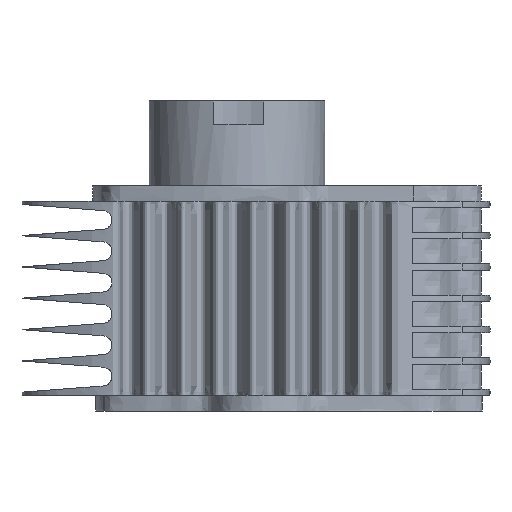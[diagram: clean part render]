
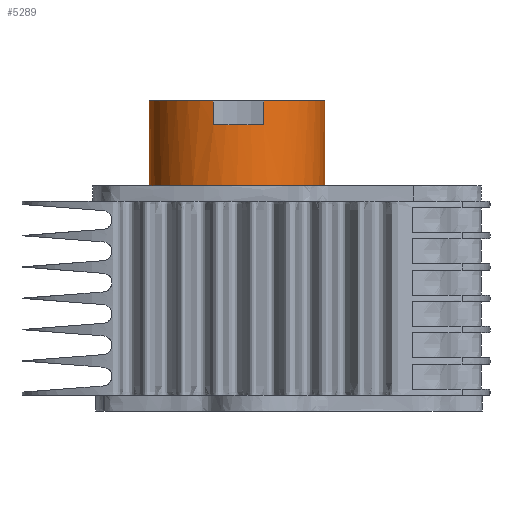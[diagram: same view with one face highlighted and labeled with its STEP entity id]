
A CAD part, front view. The second image highlights one B-rep face of the part: STEP entity #5289.
In plain terms, the highlighted cylindrical face has radius 28 mm (diameter 56 mm), a partial arc.
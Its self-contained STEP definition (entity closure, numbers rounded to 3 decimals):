
#57=CARTESIAN_POINT('Axis2P3D Location',(-80.496,66.116,80.5)) ;
#62=CARTESIAN_POINT('Line Origine',(-52.496,66.116,80.5)) ;
#66=CARTESIAN_POINT('Vertex',(-52.496,66.116,67.)) ;
#68=CARTESIAN_POINT('Vertex',(-52.496,66.116,94.)) ;
#75=CARTESIAN_POINT('Vertex',(-108.496,66.116,67.)) ;
#78=CARTESIAN_POINT('Line Origine',(-108.496,66.116,80.5)) ;
#82=CARTESIAN_POINT('Vertex',(-108.496,66.116,94.)) ;
#5171=CARTESIAN_POINT('Axis2P3D Location',(-80.496,66.116,94.)) ;
#5175=CARTESIAN_POINT('Vertex',(-72.026,39.428,94.)) ;
#5178=CARTESIAN_POINT('Axis2P3D Location',(-80.496,66.116,94.)) ;
#5182=CARTESIAN_POINT('Vertex',(-88.026,39.148,94.)) ;
#5255=CARTESIAN_POINT('Axis2P3D Location',(-80.496,66.116,67.)) ;
#5260=CARTESIAN_POINT('Line Origine',(-72.026,39.428,80.5)) ;
#5264=CARTESIAN_POINT('Vertex',(-72.026,39.428,86.4)) ;
#5267=CARTESIAN_POINT('Axis2P3D Location',(-80.496,66.116,86.4)) ;
#5271=CARTESIAN_POINT('Vertex',(-88.026,39.148,86.4)) ;
#5274=CARTESIAN_POINT('Line Origine',(-88.026,39.148,80.5)) ;
#58=DIRECTION('Axis2P3D Direction',(0.,0.,1.)) ;
#59=DIRECTION('Axis2P3D XDirection',(1.,0.,0.)) ;
#63=DIRECTION('Vector Direction',(0.,0.,1.)) ;
#79=DIRECTION('Vector Direction',(0.,0.,1.)) ;
#5172=DIRECTION('Axis2P3D Direction',(0.,0.,1.)) ;
#5179=DIRECTION('Axis2P3D Direction',(0.,0.,1.)) ;
#5256=DIRECTION('Axis2P3D Direction',(0.,0.,1.)) ;
#5261=DIRECTION('Vector Direction',(0.,0.,1.)) ;
#5268=DIRECTION('Axis2P3D Direction',(0.,0.,1.)) ;
#5275=DIRECTION('Vector Direction',(0.,0.,1.)) ;
#60=AXIS2_PLACEMENT_3D('Cylinder Axis2P3D',#57,#58,#59) ;
#5173=AXIS2_PLACEMENT_3D('Circle Axis2P3D',#5171,#5172,$) ;
#5180=AXIS2_PLACEMENT_3D('Circle Axis2P3D',#5178,#5179,$) ;
#5257=AXIS2_PLACEMENT_3D('Circle Axis2P3D',#5255,#5256,$) ;
#5269=AXIS2_PLACEMENT_3D('Circle Axis2P3D',#5267,#5268,$) ;
#5280=ORIENTED_EDGE('',*,*,#5184,.F.) ;
#5281=ORIENTED_EDGE('',*,*,#84,.F.) ;
#5282=ORIENTED_EDGE('',*,*,#5259,.T.) ;
#5283=ORIENTED_EDGE('',*,*,#70,.T.) ;
#5284=ORIENTED_EDGE('',*,*,#5177,.F.) ;
#5285=ORIENTED_EDGE('',*,*,#5266,.T.) ;
#5286=ORIENTED_EDGE('',*,*,#5273,.F.) ;
#5287=ORIENTED_EDGE('',*,*,#5278,.F.) ;
#64=VECTOR('Line Direction',#63,1.) ;
#80=VECTOR('Line Direction',#79,1.) ;
#5262=VECTOR('Line Direction',#5261,1.) ;
#5276=VECTOR('Line Direction',#5275,1.) ;
#5289=ADVANCED_FACE('PartBody',(#5288),#61,.T.) ;
#5174=CIRCLE('generated circle',#5173,28.) ;
#5181=CIRCLE('generated circle',#5180,28.) ;
#5258=CIRCLE('generated circle',#5257,28.) ;
#5270=CIRCLE('generated circle',#5269,28.) ;
#61=CYLINDRICAL_SURFACE('generated cylinder',#60,28.) ;
#70=EDGE_CURVE('',#67,#69,#65,.T.) ;
#84=EDGE_CURVE('',#76,#83,#81,.T.) ;
#5177=EDGE_CURVE('',#5176,#69,#5174,.T.) ;
#5184=EDGE_CURVE('',#83,#5183,#5181,.T.) ;
#5259=EDGE_CURVE('',#76,#67,#5258,.T.) ;
#5266=EDGE_CURVE('',#5176,#5265,#5263,.F.) ;
#5273=EDGE_CURVE('',#5272,#5265,#5270,.T.) ;
#5278=EDGE_CURVE('',#5183,#5272,#5277,.F.) ;
#5279=EDGE_LOOP('',(#5280,#5281,#5282,#5283,#5284,#5285,#5286,#5287)) ;
#5288=FACE_OUTER_BOUND('',#5279,.T.) ;
#65=LINE('Line',#62,#64) ;
#81=LINE('Line',#78,#80) ;
#5263=LINE('Line',#5260,#5262) ;
#5277=LINE('Line',#5274,#5276) ;
#67=VERTEX_POINT('',#66) ;
#69=VERTEX_POINT('',#68) ;
#76=VERTEX_POINT('',#75) ;
#83=VERTEX_POINT('',#82) ;
#5176=VERTEX_POINT('',#5175) ;
#5183=VERTEX_POINT('',#5182) ;
#5265=VERTEX_POINT('',#5264) ;
#5272=VERTEX_POINT('',#5271) ;
